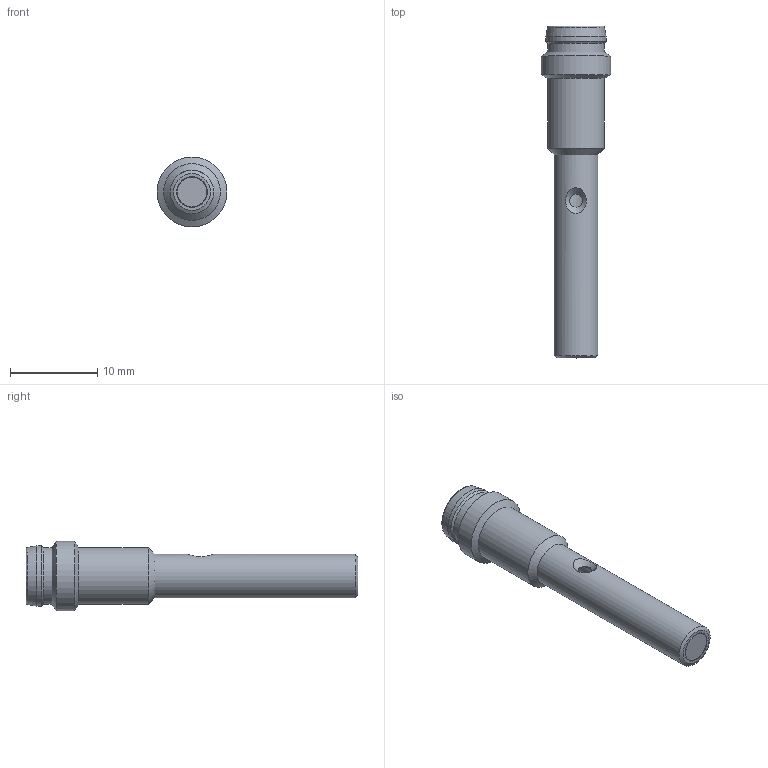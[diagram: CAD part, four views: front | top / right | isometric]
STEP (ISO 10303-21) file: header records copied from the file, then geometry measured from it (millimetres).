
FILE_DESCRIPTION (( 'STEP AP214' ), '1' );
FILE_NAME ('DW-AS-503-M5.STEP', '2018-04-12T14:32:51', ( '' ), ( '' ), 'SwSTEP 2.0', 'SolidWorks 2017', '' );
FILE_SCHEMA (( 'AUTOMOTIVE_DESIGN' ));
Length unit declared in the file: inch
Products named in the file (1): DW-AS-503-M5
Bounding box: 8 x 38 x 8 mm (x, y, z)
Volume: 433.6 mm3; surface area: 1401.8 mm2
Topology: 4 solids, 4 shells, 42 faces, 87 edges, 56 vertices
Faces by surface type: cylinder 15, cone 11, plane 11, torus 3, bspline 2
Full cylindrical faces by diameter (mm): 1 x3, 3.35 x1, 3.55 x1, 5 x1, 5.5 x1, 5.799 x1, 5.8 x1, 6.5 x2, 6.9 x1, 8 x1
Entity records: 1188 total; most frequent: CARTESIAN_POINT 418, DIRECTION 154, ORIENTED_EDGE 86, EDGE_LOOP 78, AXIS2_PLACEMENT_3D 77, FACE_OUTER_BOUND 60, EDGE_CURVE 43, ADVANCED_FACE 42
